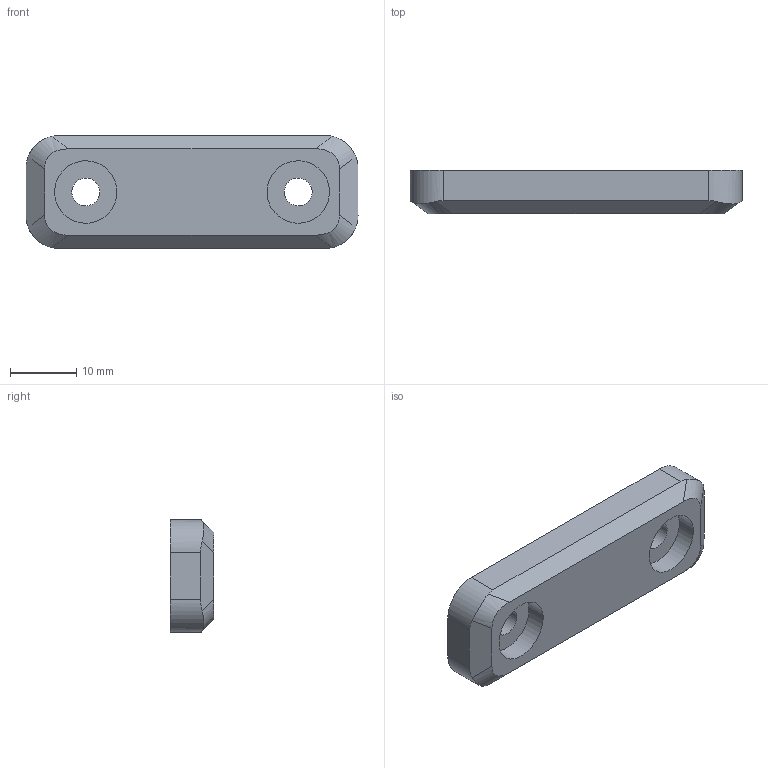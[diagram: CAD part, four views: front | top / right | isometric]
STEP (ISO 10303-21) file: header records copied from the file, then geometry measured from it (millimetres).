
FILE_DESCRIPTION((''),'2;1');
FILE_NAME('','2011-05-26T16:22:24',(''),(''),'','CADfix','');
FILE_SCHEMA(('AUTOMOTIVE_DESIGN { 1 0 10303 214 1 1 1 1 }'));
Length unit declared in the file: millimetre
Bounding box: 50 x 6.6 x 17 mm (x, y, z)
Volume: 4695.2 mm3; surface area: 2547.7 mm2
Topology: 1 solids, 1 shells, 28 faces, 88 edges, 64 vertices
Faces by surface type: bspline 28
Entity records: 1106 total; most frequent: CARTESIAN_POINT 610, ORIENTED_EDGE 176, EDGE_CURVE 88, VERTEX_POINT 64, QUASI_UNIFORM_CURVE 36, EDGE_LOOP 34, FACE_OUTER_BOUND 28, ADVANCED_FACE 28
